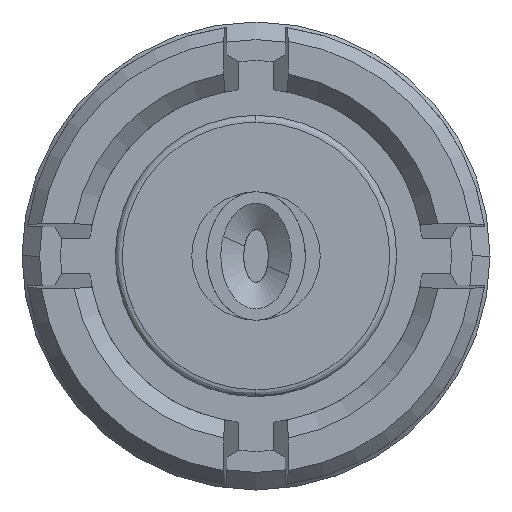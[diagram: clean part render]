
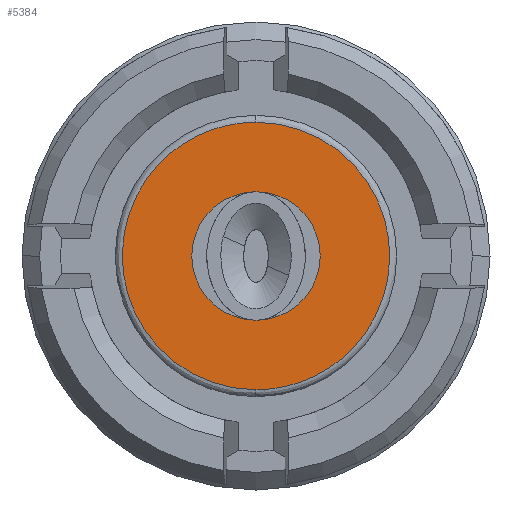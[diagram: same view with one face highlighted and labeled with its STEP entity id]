
A CAD part, left-side view. The second image highlights one B-rep face of the part: STEP entity #5384.
In plain terms, the highlighted planar face has unit normal (-1, 0, 0).
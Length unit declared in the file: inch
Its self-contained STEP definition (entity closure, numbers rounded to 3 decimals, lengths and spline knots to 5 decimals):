
#54 = EDGE_CURVE ( 'NONE', #557, #5424, #5417, .T. ) ;
#418 = CARTESIAN_POINT ( 'NONE',  ( -0.1375, 0., 0.038 ) ) ;
#440 = CARTESIAN_POINT ( 'NONE',  ( -0.1375, 0., -0.038 ) ) ;
#522 = PLANE ( 'NONE',  #5641 ) ;
#524 = AXIS2_PLACEMENT_3D ( 'NONE', #2527, #2451, #5599 ) ;
#557 = VERTEX_POINT ( 'NONE', #4900 ) ;
#730 = CARTESIAN_POINT ( 'NONE',  ( -0.1375, 0.076, -0.038 ) ) ;
#786 = ORIENTED_EDGE ( 'NONE', *, *, #54, .T. ) ;
#1285 = VERTEX_POINT ( 'NONE', #418 ) ;
#1293 = CARTESIAN_POINT ( 'NONE',  ( -0.1375, 0., 0.038 ) ) ;
#1309 = VERTEX_POINT ( 'NONE', #4863 ) ;
#1545 = DIRECTION ( 'NONE',  ( 0., 0., 1. ) ) ;
#1585 = CARTESIAN_POINT ( 'NONE',  ( -0.1375, 0., -0.038 ) ) ;
#1623 = EDGE_CURVE ( 'NONE', #1285, #1309, #2049, .T. ) ;
#1918 = CARTESIAN_POINT ( 'NONE',  ( -0.1375, 0., 0.038 ) ) ;
#2049 =( BOUNDED_CURVE ( )  B_SPLINE_CURVE ( 3, ( #1293, #2626, #3952, #440 ),
 .UNSPECIFIED., .F., .F. ) 
 B_SPLINE_CURVE_WITH_KNOTS ( ( 4, 4 ),
 ( 0., 1. ),
 .UNSPECIFIED. ) 
 CURVE ( )  GEOMETRIC_REPRESENTATION_ITEM ( )  RATIONAL_B_SPLINE_CURVE ( ( 1., 0.333, 0.333, 1. ) ) 
 REPRESENTATION_ITEM ( '' )  );
#2137 = ORIENTED_EDGE ( 'NONE', *, *, #1623, .F. ) ;
#2451 = DIRECTION ( 'NONE',  ( 1., 0., 0. ) ) ;
#2527 = CARTESIAN_POINT ( 'NONE',  ( -0.1375, 0., 0. ) ) ;
#2626 = CARTESIAN_POINT ( 'NONE',  ( -0.1375, -0.076, 0.038 ) ) ;
#2886 = CARTESIAN_POINT ( 'NONE',  ( -0.1375, 0., 0. ) ) ;
#3187 = CARTESIAN_POINT ( 'NONE',  ( -0.1375, 0.076, 0.038 ) ) ;
#3292 = DIRECTION ( 'NONE',  ( 1., 0., 0. ) ) ;
#3321 = FACE_OUTER_BOUND ( 'NONE', #4927, .T. ) ;
#3573 = EDGE_LOOP ( 'NONE', ( #786, #4262 ) ) ;
#3586 = CARTESIAN_POINT ( 'NONE',  ( -0.1375, 0., 0. ) ) ;
#3883 = AXIS2_PLACEMENT_3D ( 'NONE', #2886, #3292, #1545 ) ;
#3948 = CARTESIAN_POINT ( 'NONE',  ( -0.1375, 0., -0.01825 ) ) ;
#3952 = CARTESIAN_POINT ( 'NONE',  ( -0.1375, -0.076, -0.038 ) ) ;
#4089 = EDGE_CURVE ( 'NONE', #5424, #557, #5589, .T. ) ;
#4139 = FACE_BOUND ( 'NONE', #3573, .T. ) ;
#4169 = EDGE_CURVE ( 'NONE', #1309, #1285, #5003, .T. ) ;
#4180 = DIRECTION ( 'NONE',  ( 0., 0., 1. ) ) ;
#4262 = ORIENTED_EDGE ( 'NONE', *, *, #4089, .T. ) ;
#4612 = ORIENTED_EDGE ( 'NONE', *, *, #4169, .F. ) ;
#4863 = CARTESIAN_POINT ( 'NONE',  ( -0.1375, 0., -0.038 ) ) ;
#4900 = CARTESIAN_POINT ( 'NONE',  ( -0.1375, 0., 0.01825 ) ) ;
#4927 = EDGE_LOOP ( 'NONE', ( #4612, #2137 ) ) ;
#5003 =( BOUNDED_CURVE ( )  B_SPLINE_CURVE ( 3, ( #1585, #730, #3187, #1918 ),
 .UNSPECIFIED., .F., .F. ) 
 B_SPLINE_CURVE_WITH_KNOTS ( ( 4, 4 ),
 ( 0., 1. ),
 .UNSPECIFIED. ) 
 CURVE ( )  GEOMETRIC_REPRESENTATION_ITEM ( )  RATIONAL_B_SPLINE_CURVE ( ( 1., 0.333, 0.333, 1. ) ) 
 REPRESENTATION_ITEM ( '' )  );
#5093 = DIRECTION ( 'NONE',  ( -1., 0., 0. ) ) ;
#5384 = ADVANCED_FACE ( 'NONE', ( #4139, #3321 ), #522, .T. ) ;
#5417 = CIRCLE ( 'NONE', #524, 0.01825 ) ;
#5424 = VERTEX_POINT ( 'NONE', #3948 ) ;
#5589 = CIRCLE ( 'NONE', #3883, 0.01825 ) ;
#5599 = DIRECTION ( 'NONE',  ( 0., 0., 1. ) ) ;
#5641 = AXIS2_PLACEMENT_3D ( 'NONE', #3586, #5093, #4180 ) ;
